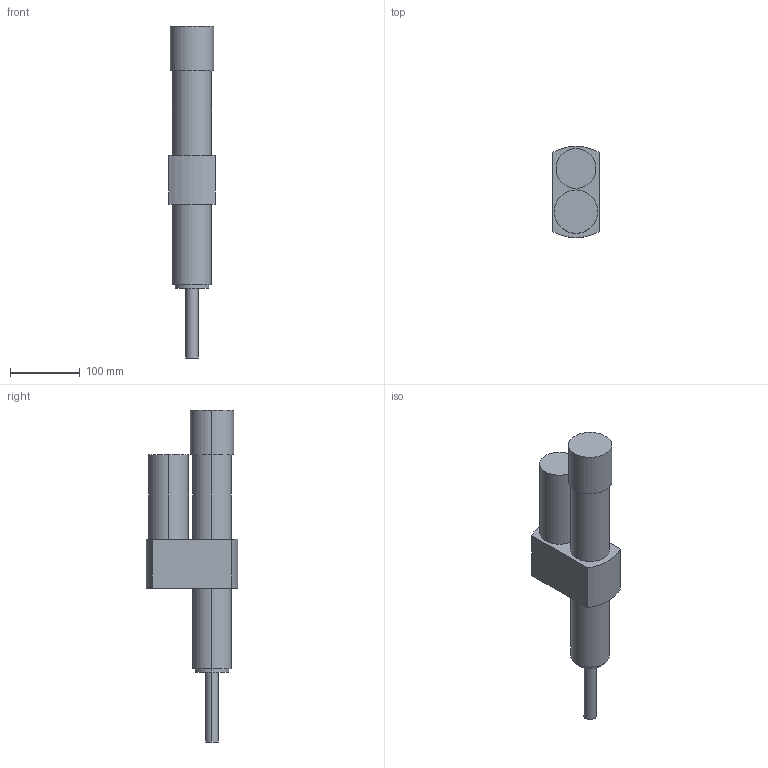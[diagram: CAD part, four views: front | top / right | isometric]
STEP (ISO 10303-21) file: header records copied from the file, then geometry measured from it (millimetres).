
FILE_DESCRIPTION (( 'STEP AP203' ), '1' );
FILE_NAME ('R-55100A.STEP', '2012-07-16T21:42:06', ( 'Mike' ), ( '' ), 'SwSTEP 2.0', 'SolidWorks 2012', '' );
FILE_SCHEMA (( 'CONFIG_CONTROL_DESIGN' ));
Length unit declared in the file: millimetre
Products named in the file (3): R-55100A; R-55100A Piston; R-55100A Body
Assembly tree (2 placements, depth 2):
  R-55100A
    R-55100A Body
    R-55100A Piston
Bounding box: 66 x 130.63 x 475 mm (x, y, z)
Volume: 1679530.8 mm3; surface area: 126019.5 mm2
Topology: 2 solids, 2 shells, 25 faces, 48 edges, 32 vertices
Faces by surface type: cylinder 14, plane 11
Entity records: 955 total; most frequent: DIRECTION 136, CARTESIAN_POINT 110, ORIENTED_EDGE 96, AXIS2_PLACEMENT_3D 58, EDGE_CURVE 48, VERTEX_POINT 32, EDGE_LOOP 30, CIRCLE 28
